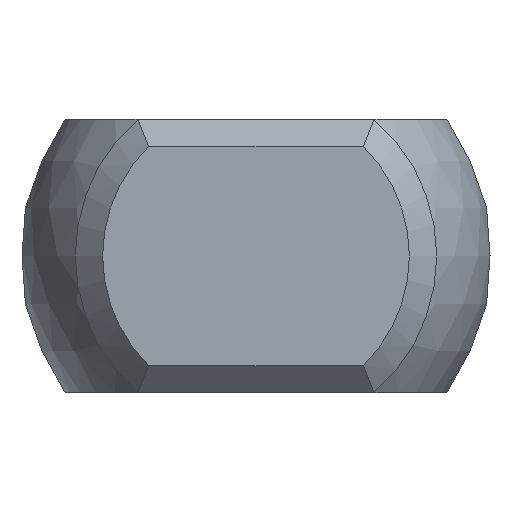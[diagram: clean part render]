
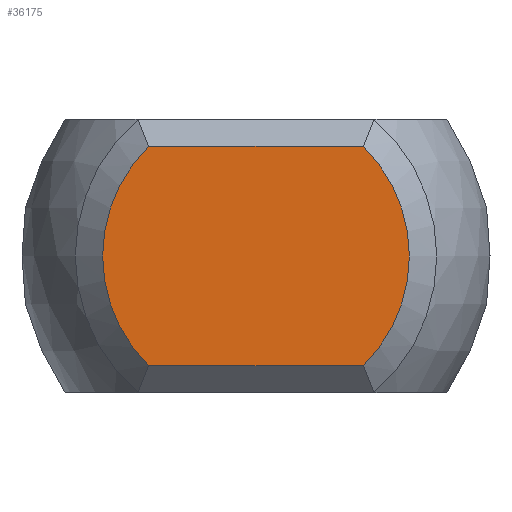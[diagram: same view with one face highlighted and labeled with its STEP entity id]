
A CAD part, left-side view. The second image highlights one B-rep face of the part: STEP entity #36175.
In plain terms, the highlighted planar face has unit normal (-1, 0, 0).
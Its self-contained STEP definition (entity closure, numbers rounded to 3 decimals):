
#33842 = PLANE('',#33843);
#33843 = AXIS2_PLACEMENT_3D('',#33844,#33845,#33846);
#33844 = CARTESIAN_POINT('',(-49.75,3.125,2.25));
#33845 = DIRECTION('',(0.707,0.,-0.707));
#33846 = DIRECTION('',(-0.707,0.,-0.707));
#35552 = EDGE_CURVE('',#35553,#35555,#35557,.T.);
#35553 = VERTEX_POINT('',#35554);
#35554 = CARTESIAN_POINT('',(-50.,-1.96,-2.));
#35555 = VERTEX_POINT('',#35556);
#35556 = CARTESIAN_POINT('',(-50.,-1.96,2.));
#35557 = SURFACE_CURVE('',#35558,(#35563,#35575),.PCURVE_S1.);
#35558 = CIRCLE('',#35559,2.8);
#35559 = AXIS2_PLACEMENT_3D('',#35560,#35561,#35562);
#35560 = CARTESIAN_POINT('',(-50.,0.,0.));
#35561 = DIRECTION('',(-1.,0.,0.));
#35562 = DIRECTION('',(0.,-1.,0.));
#35563 = PCURVE('',#35564,#35569);
#35564 = CONICAL_SURFACE('',#35565,3.05,0.785);
#35565 = AXIS2_PLACEMENT_3D('',#35566,#35567,#35568);
#35566 = CARTESIAN_POINT('',(-49.75,0.,0.));
#35567 = DIRECTION('',(1.,0.,0.));
#35568 = DIRECTION('',(0.,-1.,0.));
#35569 = DEFINITIONAL_REPRESENTATION('',(#35570),#35574);
#35570 = LINE('',#35571,#35572);
#35571 = CARTESIAN_POINT('',(6.283,-0.25));
#35572 = VECTOR('',#35573,1.);
#35573 = DIRECTION('',(-1.,0.));
#35574 = ( GEOMETRIC_REPRESENTATION_CONTEXT(2) 
PARAMETRIC_REPRESENTATION_CONTEXT() REPRESENTATION_CONTEXT('2D SPACE',''
  ) );
#35575 = PCURVE('',#35576,#35581);
#35576 = PLANE('',#35577);
#35577 = AXIS2_PLACEMENT_3D('',#35578,#35579,#35580);
#35578 = CARTESIAN_POINT('',(-50.,0.,0.));
#35579 = DIRECTION('',(1.,0.,0.));
#35580 = DIRECTION('',(0.,0.,-1.));
#35581 = DEFINITIONAL_REPRESENTATION('',(#35582),#35590);
#35582 = ( BOUNDED_CURVE() B_SPLINE_CURVE(2,(#35583,#35584,#35585,#35586
    ,#35587,#35588,#35589),.UNSPECIFIED.,.T.,.F.) 
B_SPLINE_CURVE_WITH_KNOTS((1,2,2,2,2,1),(-2.094,0.,
    2.094,4.189,6.283,8.378),
.UNSPECIFIED.) CURVE() GEOMETRIC_REPRESENTATION_ITEM() 
RATIONAL_B_SPLINE_CURVE((1.,0.5,1.,0.5,1.,0.5,1.)) REPRESENTATION_ITEM(
  '') );
#35583 = CARTESIAN_POINT('',(0.,-2.8));
#35584 = CARTESIAN_POINT('',(-4.85,-2.8));
#35585 = CARTESIAN_POINT('',(-2.425,1.4));
#35586 = CARTESIAN_POINT('',(0.,5.6));
#35587 = CARTESIAN_POINT('',(2.425,1.4));
#35588 = CARTESIAN_POINT('',(4.85,-2.8));
#35589 = CARTESIAN_POINT('',(0.,-2.8));
#35590 = ( GEOMETRIC_REPRESENTATION_CONTEXT(2) 
PARAMETRIC_REPRESENTATION_CONTEXT() REPRESENTATION_CONTEXT('2D SPACE',''
  ) );
#35608 = PLANE('',#35609);
#35609 = AXIS2_PLACEMENT_3D('',#35610,#35611,#35612);
#35610 = CARTESIAN_POINT('',(-49.75,-3.125,-2.25));
#35611 = DIRECTION('',(0.707,0.,0.707)
  );
#35612 = DIRECTION('',(0.707,0.,-0.707));
#35668 = EDGE_CURVE('',#35555,#35669,#35671,.T.);
#35669 = VERTEX_POINT('',#35670);
#35670 = CARTESIAN_POINT('',(-50.,1.96,2.));
#35671 = SURFACE_CURVE('',#35672,(#35676,#35683),.PCURVE_S1.);
#35672 = LINE('',#35673,#35674);
#35673 = CARTESIAN_POINT('',(-50.,3.125,2.));
#35674 = VECTOR('',#35675,1.);
#35675 = DIRECTION('',(0.,1.,0.));
#35676 = PCURVE('',#33842,#35677);
#35677 = DEFINITIONAL_REPRESENTATION('',(#35678),#35682);
#35678 = LINE('',#35679,#35680);
#35679 = CARTESIAN_POINT('',(0.354,0.));
#35680 = VECTOR('',#35681,1.);
#35681 = DIRECTION('',(0.,1.));
#35682 = ( GEOMETRIC_REPRESENTATION_CONTEXT(2) 
PARAMETRIC_REPRESENTATION_CONTEXT() REPRESENTATION_CONTEXT('2D SPACE',''
  ) );
#35683 = PCURVE('',#35576,#35684);
#35684 = DEFINITIONAL_REPRESENTATION('',(#35685),#35689);
#35685 = LINE('',#35686,#35687);
#35686 = CARTESIAN_POINT('',(-2.,3.125));
#35687 = VECTOR('',#35688,1.);
#35688 = DIRECTION('',(0.,1.));
#35689 = ( GEOMETRIC_REPRESENTATION_CONTEXT(2) 
PARAMETRIC_REPRESENTATION_CONTEXT() REPRESENTATION_CONTEXT('2D SPACE',''
  ) );
#35709 = CONICAL_SURFACE('',#35710,3.05,0.785);
#35710 = AXIS2_PLACEMENT_3D('',#35711,#35712,#35713);
#35711 = CARTESIAN_POINT('',(-49.75,0.,0.));
#35712 = DIRECTION('',(1.,0.,0.));
#35713 = DIRECTION('',(-0.,1.,0.));
#35723 = EDGE_CURVE('',#35669,#35724,#35726,.T.);
#35724 = VERTEX_POINT('',#35725);
#35725 = CARTESIAN_POINT('',(-50.,1.96,-2.));
#35726 = SURFACE_CURVE('',#35727,(#35732,#35739),.PCURVE_S1.);
#35727 = CIRCLE('',#35728,2.8);
#35728 = AXIS2_PLACEMENT_3D('',#35729,#35730,#35731);
#35729 = CARTESIAN_POINT('',(-50.,0.,0.));
#35730 = DIRECTION('',(-1.,0.,0.));
#35731 = DIRECTION('',(0.,1.,0.));
#35732 = PCURVE('',#35709,#35733);
#35733 = DEFINITIONAL_REPRESENTATION('',(#35734),#35738);
#35734 = LINE('',#35735,#35736);
#35735 = CARTESIAN_POINT('',(12.566,-0.25));
#35736 = VECTOR('',#35737,1.);
#35737 = DIRECTION('',(-1.,0.));
#35738 = ( GEOMETRIC_REPRESENTATION_CONTEXT(2) 
PARAMETRIC_REPRESENTATION_CONTEXT() REPRESENTATION_CONTEXT('2D SPACE',''
  ) );
#35739 = PCURVE('',#35576,#35740);
#35740 = DEFINITIONAL_REPRESENTATION('',(#35741),#35749);
#35741 = ( BOUNDED_CURVE() B_SPLINE_CURVE(2,(#35742,#35743,#35744,#35745
    ,#35746,#35747,#35748),.UNSPECIFIED.,.T.,.F.) 
B_SPLINE_CURVE_WITH_KNOTS((1,2,2,2,2,1),(-2.094,0.,
    2.094,4.189,6.283,8.378),
.UNSPECIFIED.) CURVE() GEOMETRIC_REPRESENTATION_ITEM() 
RATIONAL_B_SPLINE_CURVE((1.,0.5,1.,0.5,1.,0.5,1.)) REPRESENTATION_ITEM(
  '') );
#35742 = CARTESIAN_POINT('',(0.,2.8));
#35743 = CARTESIAN_POINT('',(4.85,2.8));
#35744 = CARTESIAN_POINT('',(2.425,-1.4));
#35745 = CARTESIAN_POINT('',(0.,-5.6));
#35746 = CARTESIAN_POINT('',(-2.425,-1.4));
#35747 = CARTESIAN_POINT('',(-4.85,2.8));
#35748 = CARTESIAN_POINT('',(0.,2.8));
#35749 = ( GEOMETRIC_REPRESENTATION_CONTEXT(2) 
PARAMETRIC_REPRESENTATION_CONTEXT() REPRESENTATION_CONTEXT('2D SPACE',''
  ) );
#35823 = EDGE_CURVE('',#35724,#35553,#35824,.T.);
#35824 = SURFACE_CURVE('',#35825,(#35829,#35836),.PCURVE_S1.);
#35825 = LINE('',#35826,#35827);
#35826 = CARTESIAN_POINT('',(-50.,-3.125,-2.));
#35827 = VECTOR('',#35828,1.);
#35828 = DIRECTION('',(0.,-1.,0.));
#35829 = PCURVE('',#35608,#35830);
#35830 = DEFINITIONAL_REPRESENTATION('',(#35831),#35835);
#35831 = LINE('',#35832,#35833);
#35832 = CARTESIAN_POINT('',(-0.354,0.));
#35833 = VECTOR('',#35834,1.);
#35834 = DIRECTION('',(0.,-1.));
#35835 = ( GEOMETRIC_REPRESENTATION_CONTEXT(2) 
PARAMETRIC_REPRESENTATION_CONTEXT() REPRESENTATION_CONTEXT('2D SPACE',''
  ) );
#35836 = PCURVE('',#35576,#35837);
#35837 = DEFINITIONAL_REPRESENTATION('',(#35838),#35842);
#35838 = LINE('',#35839,#35840);
#35839 = CARTESIAN_POINT('',(2.,-3.125));
#35840 = VECTOR('',#35841,1.);
#35841 = DIRECTION('',(0.,-1.));
#35842 = ( GEOMETRIC_REPRESENTATION_CONTEXT(2) 
PARAMETRIC_REPRESENTATION_CONTEXT() REPRESENTATION_CONTEXT('2D SPACE',''
  ) );
#36175 = ADVANCED_FACE('',(#36176),#35576,.F.);
#36176 = FACE_BOUND('',#36177,.T.);
#36177 = EDGE_LOOP('',(#36178,#36179,#36180,#36181));
#36178 = ORIENTED_EDGE('',*,*,#35552,.T.);
#36179 = ORIENTED_EDGE('',*,*,#35668,.T.);
#36180 = ORIENTED_EDGE('',*,*,#35723,.T.);
#36181 = ORIENTED_EDGE('',*,*,#35823,.T.);
